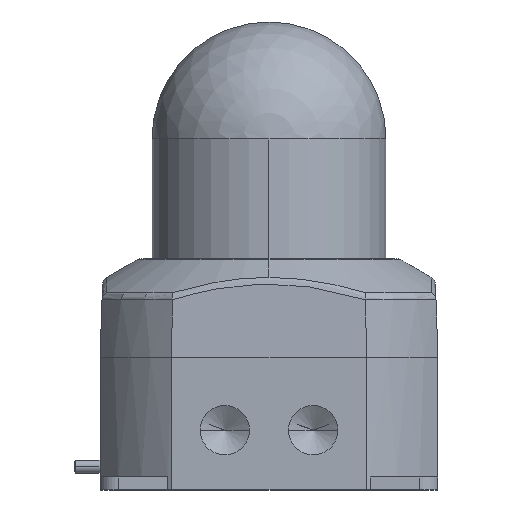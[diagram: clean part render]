
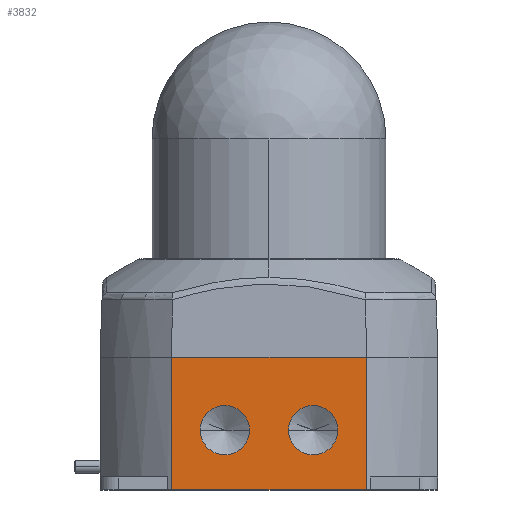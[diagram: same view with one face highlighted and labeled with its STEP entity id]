
A CAD part, front view. The second image highlights one B-rep face of the part: STEP entity #3832.
In plain terms, the highlighted planar face has unit normal (0, -1, 0).
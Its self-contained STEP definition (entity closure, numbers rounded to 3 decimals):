
#71 = DIRECTION ( 'NONE',  ( 0., -1., 0. ) ) ;
#108 = CARTESIAN_POINT ( 'NONE',  ( -37.417, -460.1, -51. ) ) ;
#311 = ORIENTED_EDGE ( 'NONE', *, *, #5112, .F. ) ;
#347 = CIRCLE ( 'NONE', #5324, 9.487 ) ;
#407 = CARTESIAN_POINT ( 'NONE',  ( 17., -460.1, -28. ) ) ;
#451 = EDGE_LOOP ( 'NONE', ( #2333, #5671 ) ) ;
#510 = EDGE_CURVE ( 'NONE', #6267, #1997, #6485, .T. ) ;
#664 = CIRCLE ( 'NONE', #670, 9.487 ) ;
#670 = AXIS2_PLACEMENT_3D ( 'NONE', #2073, #4782, #7267 ) ;
#825 = EDGE_CURVE ( 'NONE', #7811, #7318, #664, .T. ) ;
#969 = CARTESIAN_POINT ( 'NONE',  ( -26.487, -460.1, -28. ) ) ;
#1044 = DIRECTION ( 'NONE',  ( 1., 0., 0. ) ) ;
#1129 = EDGE_CURVE ( 'NONE', #2679, #5377, #5934, .T. ) ;
#1157 = CARTESIAN_POINT ( 'NONE',  ( -37.417, -460.1, -323.848 ) ) ;
#1347 = DIRECTION ( 'NONE',  ( -1., 0., 0. ) ) ;
#1521 = VECTOR ( 'NONE', #4674, 1000. ) ;
#1533 = CARTESIAN_POINT ( 'NONE',  ( 37.417, -460.1, -323.848 ) ) ;
#1968 = CARTESIAN_POINT ( 'NONE',  ( -25., -460.1, -51. ) ) ;
#1997 = VERTEX_POINT ( 'NONE', #8054 ) ;
#2016 = PLANE ( 'NONE',  #5026 ) ;
#2073 = CARTESIAN_POINT ( 'NONE',  ( 17., -460.1, -28. ) ) ;
#2333 = ORIENTED_EDGE ( 'NONE', *, *, #7928, .F. ) ;
#2426 = ORIENTED_EDGE ( 'NONE', *, *, #3004, .T. ) ;
#2433 = CARTESIAN_POINT ( 'NONE',  ( 7.513, -460.1, -28. ) ) ;
#2441 = CARTESIAN_POINT ( 'NONE',  ( 37.417, -460.1, 0. ) ) ;
#2590 = EDGE_LOOP ( 'NONE', ( #5120, #2426, #6344, #6939 ) ) ;
#2679 = VERTEX_POINT ( 'NONE', #108 ) ;
#2705 = FACE_OUTER_BOUND ( 'NONE', #2590, .T. ) ;
#2819 = DIRECTION ( 'NONE',  ( 1., 0., 0. ) ) ;
#3004 = EDGE_CURVE ( 'NONE', #5377, #6489, #7379, .T. ) ;
#3162 = DIRECTION ( 'NONE',  ( 0., -1., 0. ) ) ;
#3219 = LINE ( 'NONE', #5846, #5585 ) ;
#3292 = VECTOR ( 'NONE', #4269, 1000. ) ;
#3724 = ORIENTED_EDGE ( 'NONE', *, *, #510, .F. ) ;
#3731 = CARTESIAN_POINT ( 'NONE',  ( -37.417, -460.1, 0. ) ) ;
#3757 = EDGE_LOOP ( 'NONE', ( #311, #3724 ) ) ;
#3788 = CIRCLE ( 'NONE', #8351, 9.487 ) ;
#3832 = ADVANCED_FACE ( 'NONE', ( #2705, #5387, #7810 ), #2016, .F. ) ;
#3882 = DIRECTION ( 'NONE',  ( 0., 0., 1. ) ) ;
#4269 = DIRECTION ( 'NONE',  ( 0., 0., 1. ) ) ;
#4448 = CARTESIAN_POINT ( 'NONE',  ( -17., -460.1, -28. ) ) ;
#4554 = CARTESIAN_POINT ( 'NONE',  ( 37.417, -460.1, -51. ) ) ;
#4674 = DIRECTION ( 'NONE',  ( 1., 0., 0. ) ) ;
#4719 = CARTESIAN_POINT ( 'NONE',  ( -25., -460.1, -46. ) ) ;
#4782 = DIRECTION ( 'NONE',  ( 0., -1., 0. ) ) ;
#4962 = CARTESIAN_POINT ( 'NONE',  ( 26.487, -460.1, -28. ) ) ;
#5026 = AXIS2_PLACEMENT_3D ( 'NONE', #4719, #7215, #1347 ) ;
#5112 = EDGE_CURVE ( 'NONE', #1997, #6267, #3788, .T. ) ;
#5120 = ORIENTED_EDGE ( 'NONE', *, *, #1129, .T. ) ;
#5324 = AXIS2_PLACEMENT_3D ( 'NONE', #407, #3162, #5786 ) ;
#5377 = VERTEX_POINT ( 'NONE', #4554 ) ;
#5385 = EDGE_CURVE ( 'NONE', #2679, #7614, #7050, .T. ) ;
#5387 = FACE_BOUND ( 'NONE', #3757, .T. ) ;
#5585 = VECTOR ( 'NONE', #8238, 1000. ) ;
#5671 = ORIENTED_EDGE ( 'NONE', *, *, #825, .F. ) ;
#5786 = DIRECTION ( 'NONE',  ( 1., 0., 0. ) ) ;
#5846 = CARTESIAN_POINT ( 'NONE',  ( -37.417, -460.1, 0. ) ) ;
#5934 = LINE ( 'NONE', #1968, #1521 ) ;
#6085 = CARTESIAN_POINT ( 'NONE',  ( -17., -460.1, -28. ) ) ;
#6109 = VECTOR ( 'NONE', #3882, 1000. ) ;
#6206 = EDGE_CURVE ( 'NONE', #7614, #6489, #3219, .T. ) ;
#6267 = VERTEX_POINT ( 'NONE', #969 ) ;
#6344 = ORIENTED_EDGE ( 'NONE', *, *, #6206, .F. ) ;
#6485 = CIRCLE ( 'NONE', #6502, 9.487 ) ;
#6489 = VERTEX_POINT ( 'NONE', #2441 ) ;
#6502 = AXIS2_PLACEMENT_3D ( 'NONE', #6085, #71, #2819 ) ;
#6939 = ORIENTED_EDGE ( 'NONE', *, *, #5385, .F. ) ;
#6951 = DIRECTION ( 'NONE',  ( 0., -1., 0. ) ) ;
#7050 = LINE ( 'NONE', #1157, #6109 ) ;
#7215 = DIRECTION ( 'NONE',  ( 0., 1., 0. ) ) ;
#7267 = DIRECTION ( 'NONE',  ( 1., 0., 0. ) ) ;
#7318 = VERTEX_POINT ( 'NONE', #4962 ) ;
#7379 = LINE ( 'NONE', #1533, #3292 ) ;
#7614 = VERTEX_POINT ( 'NONE', #3731 ) ;
#7810 = FACE_BOUND ( 'NONE', #451, .T. ) ;
#7811 = VERTEX_POINT ( 'NONE', #2433 ) ;
#7928 = EDGE_CURVE ( 'NONE', #7318, #7811, #347, .T. ) ;
#8054 = CARTESIAN_POINT ( 'NONE',  ( -7.513, -460.1, -28. ) ) ;
#8238 = DIRECTION ( 'NONE',  ( 1., 0., 0. ) ) ;
#8351 = AXIS2_PLACEMENT_3D ( 'NONE', #4448, #6951, #1044 ) ;
